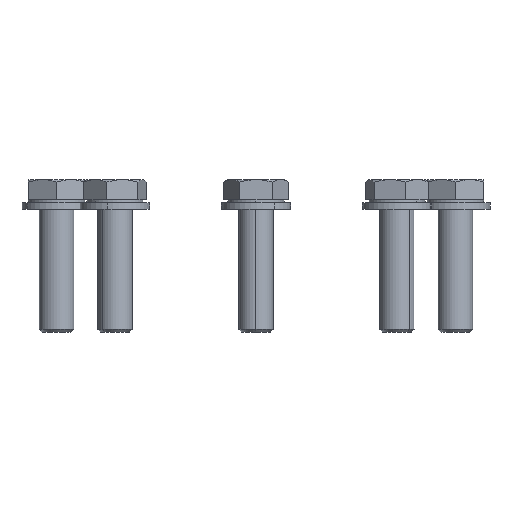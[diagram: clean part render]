
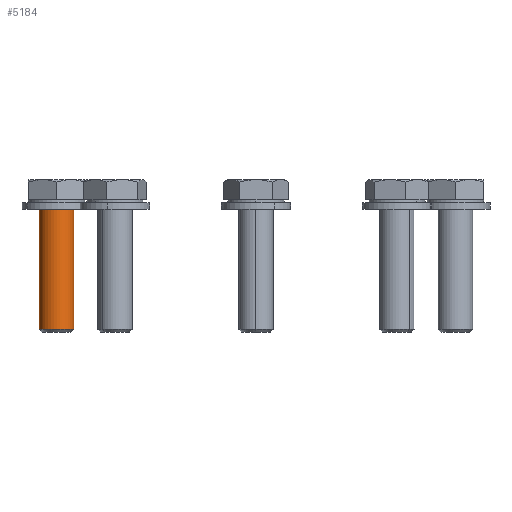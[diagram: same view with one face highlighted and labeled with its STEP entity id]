
A CAD part, front view. The second image highlights one B-rep face of the part: STEP entity #5184.
In plain terms, the highlighted cylindrical face has radius 4 mm (diameter 8 mm), a partial arc.
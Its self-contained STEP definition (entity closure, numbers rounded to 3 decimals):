
#249 = LINE ( 'NONE', #10698, #5471 ) ;
#271 = DIRECTION ( 'NONE',  ( 0., 0., 1. ) ) ;
#466 = EDGE_LOOP ( 'NONE', ( #8541, #4029, #806, #6042 ) ) ;
#788 = VERTEX_POINT ( 'NONE', #927 ) ;
#806 = ORIENTED_EDGE ( 'NONE', *, *, #4377, .T. ) ;
#927 = CARTESIAN_POINT ( 'NONE',  ( -50.1, 0., -10.209 ) ) ;
#1200 = VECTOR ( 'NONE', #7545, 1000. ) ;
#1328 = CARTESIAN_POINT ( 'NONE',  ( -46.1, 0., 24.4 ) ) ;
#1369 = DIRECTION ( 'NONE',  ( 1., 0., 0. ) ) ;
#1393 = CARTESIAN_POINT ( 'NONE',  ( -46.1, 0., 18.7 ) ) ;
#2382 = DIRECTION ( 'NONE',  ( -1., 0., 0. ) ) ;
#3768 = EDGE_CURVE ( 'NONE', #5724, #11853, #7923, .T. ) ;
#3801 = CARTESIAN_POINT ( 'NONE',  ( -46.1, 0., -10.209 ) ) ;
#4029 = ORIENTED_EDGE ( 'NONE', *, *, #6038, .T. ) ;
#4377 = EDGE_CURVE ( 'NONE', #11729, #5724, #7422, .T. ) ;
#4796 = DIRECTION ( 'NONE',  ( 1., 0., 0. ) ) ;
#4880 = FACE_OUTER_BOUND ( 'NONE', #466, .T. ) ;
#5149 = CARTESIAN_POINT ( 'NONE',  ( -50.1, 0., 18.7 ) ) ;
#5184 = ADVANCED_FACE ( 'NONE', ( #4880 ), #6125, .T. ) ;
#5471 = VECTOR ( 'NONE', #271, 1000. ) ;
#5724 = VERTEX_POINT ( 'NONE', #10514 ) ;
#5848 = AXIS2_PLACEMENT_3D ( 'NONE', #3801, #10366, #4796 ) ;
#6038 = EDGE_CURVE ( 'NONE', #788, #11729, #6547, .T. ) ;
#6042 = ORIENTED_EDGE ( 'NONE', *, *, #3768, .T. ) ;
#6125 = CYLINDRICAL_SURFACE ( 'NONE', #8536, 4. ) ;
#6547 = CIRCLE ( 'NONE', #5848, 4. ) ;
#7422 = LINE ( 'NONE', #10234, #1200 ) ;
#7545 = DIRECTION ( 'NONE',  ( 0., 0., 1. ) ) ;
#7923 = CIRCLE ( 'NONE', #11175, 4. ) ;
#8211 = DIRECTION ( 'NONE',  ( 0., 0., -1. ) ) ;
#8536 = AXIS2_PLACEMENT_3D ( 'NONE', #1328, #9946, #1369 ) ;
#8541 = ORIENTED_EDGE ( 'NONE', *, *, #11269, .F. ) ;
#9946 = DIRECTION ( 'NONE',  ( 0., 0., 1. ) ) ;
#10234 = CARTESIAN_POINT ( 'NONE',  ( -42.1, 0., 24.4 ) ) ;
#10366 = DIRECTION ( 'NONE',  ( 0., 0., 1. ) ) ;
#10514 = CARTESIAN_POINT ( 'NONE',  ( -42.1, 0., 18.7 ) ) ;
#10698 = CARTESIAN_POINT ( 'NONE',  ( -50.1, 0., 24.4 ) ) ;
#11175 = AXIS2_PLACEMENT_3D ( 'NONE', #1393, #8211, #2382 ) ;
#11269 = EDGE_CURVE ( 'NONE', #788, #11853, #249, .T. ) ;
#11326 = CARTESIAN_POINT ( 'NONE',  ( -42.1, 0., -10.209 ) ) ;
#11729 = VERTEX_POINT ( 'NONE', #11326 ) ;
#11853 = VERTEX_POINT ( 'NONE', #5149 ) ;
